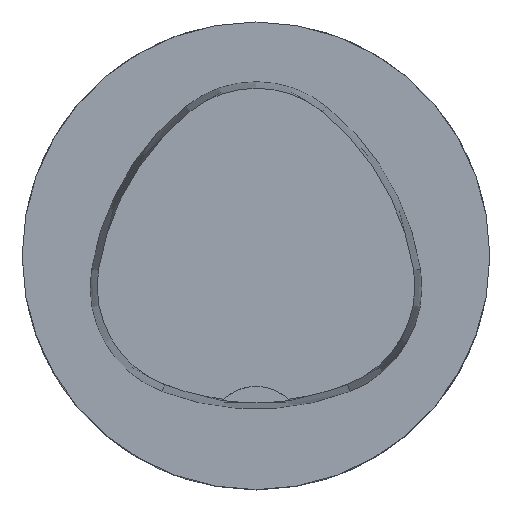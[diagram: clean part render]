
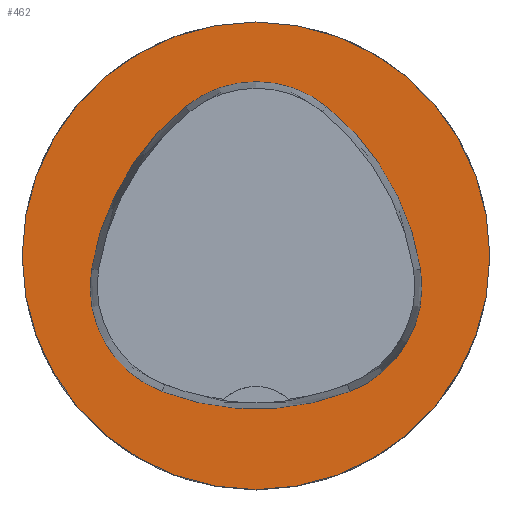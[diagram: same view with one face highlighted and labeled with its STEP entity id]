
A CAD part, top view. The second image highlights one B-rep face of the part: STEP entity #462.
In plain terms, the highlighted planar face has unit normal (0, 0, 1).
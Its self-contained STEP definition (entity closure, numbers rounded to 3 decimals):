
#230=PLANE('',#4652);
#347=FACE_BOUND('',#998,.T.);
#348=FACE_BOUND('',#999,.T.);
#462=ADVANCED_FACE('',(#347,#348),#230,.T.);
#998=EDGE_LOOP('',(#2241,#2242,#2243,#2244,#2245,#2246));
#999=EDGE_LOOP('',(#2247));
#1273=CIRCLE('',#4624,25.);
#1274=CIRCLE('',#4630,28.);
#1276=CIRCLE('',#4633,12.);
#1278=CIRCLE('',#4636,28.);
#1280=CIRCLE('',#4639,12.);
#1284=CIRCLE('',#4644,28.);
#1286=CIRCLE('',#4647,12.);
#2241=ORIENTED_EDGE('',*,*,#3865,.T.);
#2242=ORIENTED_EDGE('',*,*,#3845,.T.);
#2243=ORIENTED_EDGE('',*,*,#3849,.T.);
#2244=ORIENTED_EDGE('',*,*,#3852,.T.);
#2245=ORIENTED_EDGE('',*,*,#3855,.T.);
#2246=ORIENTED_EDGE('',*,*,#3863,.T.);
#2247=ORIENTED_EDGE('',*,*,#3836,.F.);
#3401=VERTEX_POINT('',#6837);
#3410=VERTEX_POINT('',#6856);
#3411=VERTEX_POINT('',#6857);
#3414=VERTEX_POINT('',#6865);
#3416=VERTEX_POINT('',#6871);
#3418=VERTEX_POINT('',#6877);
#3425=VERTEX_POINT('',#6898);
#3836=EDGE_CURVE('',#3401,#3401,#1273,.T.);
#3845=EDGE_CURVE('',#3410,#3411,#1274,.T.);
#3849=EDGE_CURVE('',#3411,#3414,#1276,.T.);
#3852=EDGE_CURVE('',#3414,#3416,#1278,.T.);
#3855=EDGE_CURVE('',#3416,#3418,#1280,.T.);
#3863=EDGE_CURVE('',#3418,#3425,#1284,.T.);
#3865=EDGE_CURVE('',#3425,#3410,#1286,.T.);
#4624=AXIS2_PLACEMENT_3D('',#6836,#5221,#5222);
#4630=AXIS2_PLACEMENT_3D('',#6855,#5237,#5238);
#4633=AXIS2_PLACEMENT_3D('',#6864,#5245,#5246);
#4636=AXIS2_PLACEMENT_3D('',#6870,#5252,#5253);
#4639=AXIS2_PLACEMENT_3D('',#6876,#5259,#5260);
#4644=AXIS2_PLACEMENT_3D('',#6899,#5271,#5272);
#4647=AXIS2_PLACEMENT_3D('',#6902,#5277,#5278);
#4652=AXIS2_PLACEMENT_3D('',#6907,#5287,#5288);
#5221=DIRECTION('',(0.,0.,-1.));
#5222=DIRECTION('',(-1.,0.,0.));
#5237=DIRECTION('',(0.,0.,-1.));
#5238=DIRECTION('',(-1.,0.,0.));
#5245=DIRECTION('',(0.,0.,-1.));
#5246=DIRECTION('',(-1.,0.,0.));
#5252=DIRECTION('',(0.,0.,-1.));
#5253=DIRECTION('',(-1.,0.,0.));
#5259=DIRECTION('',(0.,0.,-1.));
#5260=DIRECTION('',(-1.,0.,0.));
#5271=DIRECTION('',(0.,0.,-1.));
#5272=DIRECTION('',(-1.,0.,0.));
#5277=DIRECTION('',(0.,0.,-1.));
#5278=DIRECTION('',(-1.,0.,0.));
#5287=DIRECTION('',(0.,0.,1.));
#5288=DIRECTION('',(1.,0.,0.));
#6836=CARTESIAN_POINT('',(0.,0.,0.));
#6837=CARTESIAN_POINT('',(-25.,0.,0.));
#6855=CARTESIAN_POINT('',(10.068,-5.824,0.));
#6856=CARTESIAN_POINT('',(-17.584,-1.424,0.));
#6857=CARTESIAN_POINT('',(-7.531,15.953,0.));
#6864=CARTESIAN_POINT('',(0.011,6.62,0.));
#6865=CARTESIAN_POINT('',(7.567,15.942,0.));
#6870=CARTESIAN_POINT('',(-10.063,-5.81,0.));
#6871=CARTESIAN_POINT('',(17.59,-1.418,0.));
#6876=CARTESIAN_POINT('',(5.739,-3.3,0.));
#6877=CARTESIAN_POINT('',(10.05,-14.499,0.));
#6898=CARTESIAN_POINT('',(-10.025,-14.516,0.));
#6899=CARTESIAN_POINT('',(-0.01,11.631,0.));
#6902=CARTESIAN_POINT('',(-5.733,-3.31,0.));
#6907=CARTESIAN_POINT('',(0.,0.,0.));
